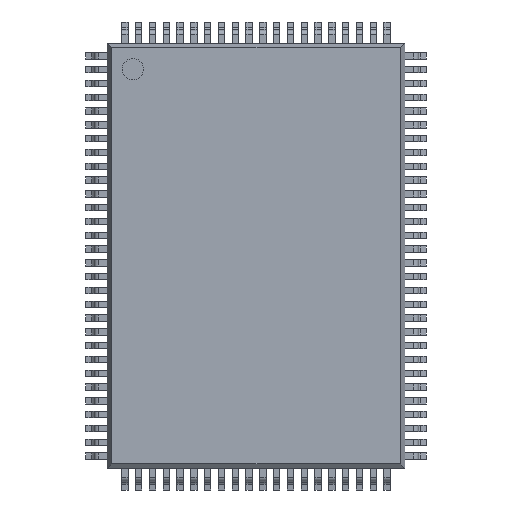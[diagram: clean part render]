
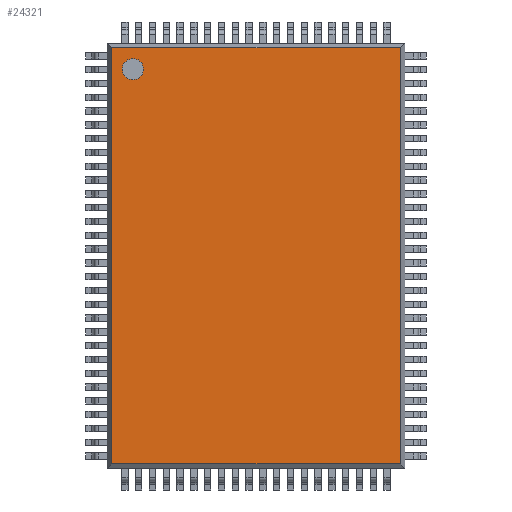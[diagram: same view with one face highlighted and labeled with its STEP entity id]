
A CAD part, top view. The second image highlights one B-rep face of the part: STEP entity #24321.
In plain terms, the highlighted planar face has unit normal (0, 0, 1).
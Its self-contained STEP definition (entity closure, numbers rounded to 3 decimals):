
#16=FACE_BOUND('',#2870,.T.);
#234=CIRCLE('',#25849,0.5);
#1448=FACE_OUTER_BOUND('',#2869,.T.);
#2869=EDGE_LOOP('',(#16097,#16098,#16099,#16100));
#2870=EDGE_LOOP('',(#16101));
#4298=LINE('',#35413,#7134);
#4302=LINE('',#35421,#7138);
#4305=LINE('',#35427,#7141);
#4309=LINE('',#35433,#7145);
#7134=VECTOR('',#28131,13.6);
#7138=VECTOR('',#28137,19.6);
#7141=VECTOR('',#28142,13.6);
#7145=VECTOR('',#28148,19.6);
#9967=VERTEX_POINT('',#35407);
#9968=VERTEX_POINT('',#35411);
#9969=VERTEX_POINT('',#35412);
#9972=VERTEX_POINT('',#35420);
#9974=VERTEX_POINT('',#35426);
#12405=EDGE_CURVE('',#9967,#9967,#234,.T.);
#12406=EDGE_CURVE('',#9968,#9969,#4298,.T.);
#12410=EDGE_CURVE('',#9969,#9972,#4302,.T.);
#12413=EDGE_CURVE('',#9972,#9974,#4305,.T.);
#12417=EDGE_CURVE('',#9974,#9968,#4309,.T.);
#16097=ORIENTED_EDGE('',*,*,#12406,.F.);
#16098=ORIENTED_EDGE('',*,*,#12417,.F.);
#16099=ORIENTED_EDGE('',*,*,#12413,.F.);
#16100=ORIENTED_EDGE('',*,*,#12410,.F.);
#16101=ORIENTED_EDGE('',*,*,#12405,.T.);
#23297=PLANE('',#25855);
#24321=ADVANCED_FACE('',(#1448,#16),#23297,.T.);
#25849=AXIS2_PLACEMENT_3D('',#35408,#28125,#28126);
#25855=AXIS2_PLACEMENT_3D('',#35434,#28149,#28150);
#28125=DIRECTION('center_axis',(0.,0.,-1.));
#28126=DIRECTION('ref_axis',(-1.,0.,0.));
#28131=DIRECTION('',(-1.,0.,0.));
#28137=DIRECTION('',(0.,1.,0.));
#28142=DIRECTION('',(1.,0.,0.));
#28148=DIRECTION('',(0.,-1.,0.));
#28149=DIRECTION('center_axis',(0.,0.,1.));
#28150=DIRECTION('ref_axis',(1.,0.,0.));
#35407=CARTESIAN_POINT('',(-5.3,8.8,1.55));
#35408=CARTESIAN_POINT('Origin',(-5.8,8.8,1.55));
#35411=CARTESIAN_POINT('',(6.8,-9.8,1.55));
#35412=CARTESIAN_POINT('',(-6.8,-9.8,1.55));
#35413=CARTESIAN_POINT('',(-3.5,-9.8,1.55));
#35420=CARTESIAN_POINT('',(-6.8,9.8,1.55));
#35421=CARTESIAN_POINT('',(-6.8,5.,1.55));
#35426=CARTESIAN_POINT('',(6.8,9.8,1.55));
#35427=CARTESIAN_POINT('',(3.5,9.8,1.55));
#35433=CARTESIAN_POINT('',(6.8,-5.,1.55));
#35434=CARTESIAN_POINT('Origin',(0.,0.,1.55));
